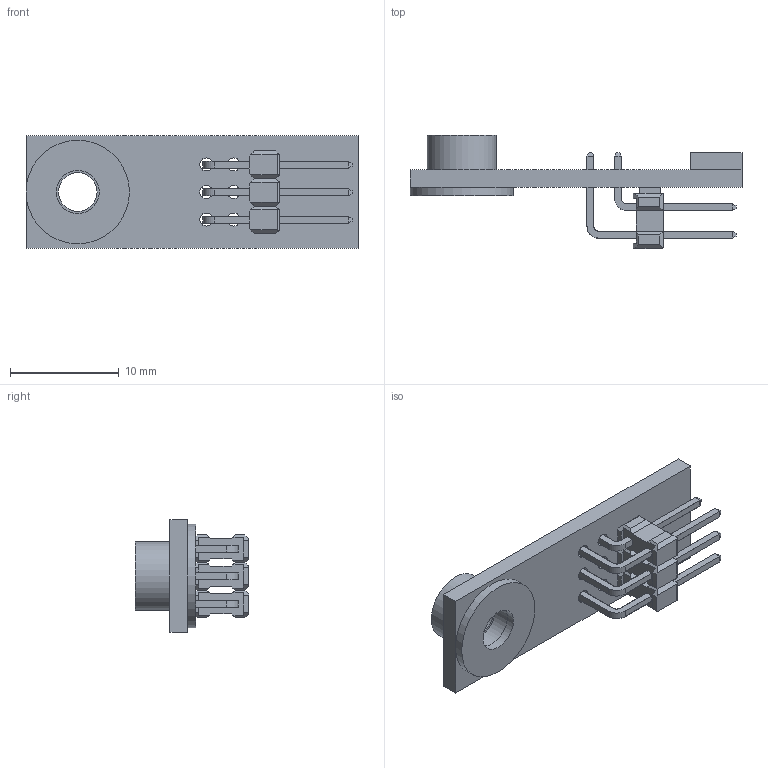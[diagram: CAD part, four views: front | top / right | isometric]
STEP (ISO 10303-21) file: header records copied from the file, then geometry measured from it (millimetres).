
FILE_DESCRIPTION(/* description */ (''),/* implementation_level */ '2;1');
FILE_NAME(/* name */ 'Fast Light Board With Under Playfield Mount Hardware.step',/* time_stamp */ '2020-05-06T15:17:48-04:00',/* author */ (''),/* organization */ (''),/* preprocessor_version */ 'ST-DEVELOPER v18.1',/* originating_system */ 'Autodesk Translation Framework v9.2.0.1227',/* authorisation */ '');
FILE_SCHEMA (('AUTOMOTIVE_DESIGN { 1 0 10303 214 3 1 1 }'));
Length unit declared in the file: inch
Products named in the file (9): arr-01-001-a; #14060; 94639A299; #14062; arr-01-001; Pin Header 2x3 TH Angle Pitch 2.54mm; Pin Header 2x3 TH Angle Pitch 2; fast-rgb-led-insert; Fast Light Board
Assembly tree (8 placements, depth 4):
  arr-01-001-a
    #14060
      94639A299
    #14062
    arr-01-001
      Pin Header 2x3 TH Angle Pitch 2.54mm
        Pin Header 2x3 TH Angle Pitch 2
      fast-rgb-led-insert
        Fast Light Board
Bounding box: 30.56 x 10.4 x 10.32 mm (x, y, z)
Volume: 622.1 mm3; surface area: 1595 mm2
Topology: 3 solids, 243 shells, 286 faces, 1300 edges, 1260 vertices
Faces by surface type: plane 251, cylinder 35
Full cylindrical faces by diameter (mm): 1.191 x6, 3.556 x1, 3.969 x2, 6.35 x1, 9.525 x1
Entity records: 14072 total; most frequent: CARTESIAN_POINT 3191, DIRECTION 1973, ORIENTED_EDGE 1382, EDGE_CURVE 1300, VERTEX_POINT 1260, LINE 1133, VECTOR 1133, AXIS2_PLACEMENT_3D 420
